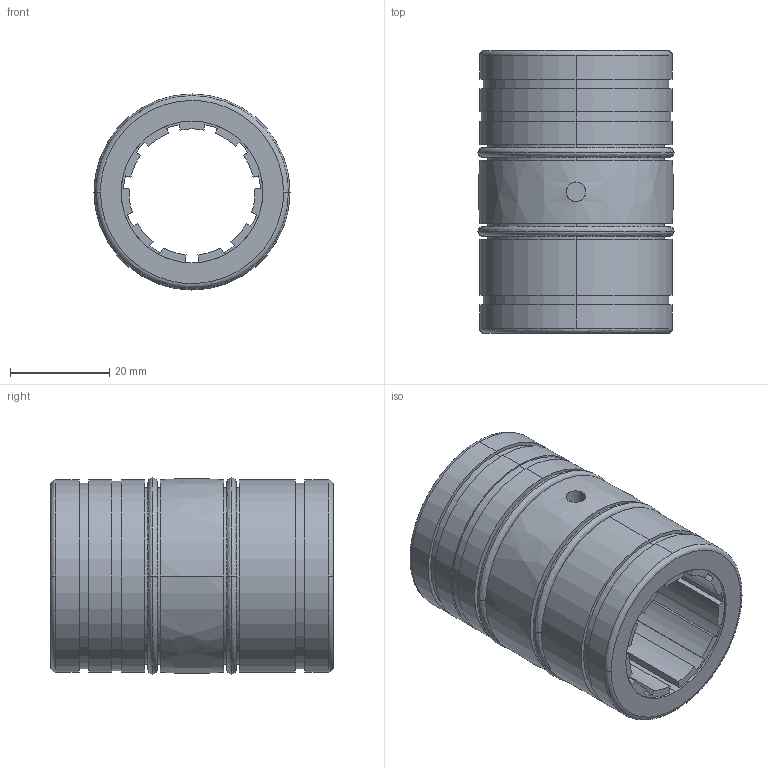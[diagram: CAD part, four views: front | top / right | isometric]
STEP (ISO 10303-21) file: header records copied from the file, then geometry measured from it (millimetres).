
FILE_DESCRIPTION (( 'STEP AP214' ), '1' );
FILE_NAME ('A-RJUI-03-16.step', '2017-11-29T20:24:24', ( '' ), ( '' ), 'SwSTEP 2.0', 'SolidWorks 2017', '' );
FILE_SCHEMA (( 'AUTOMOTIVE_DESIGN' ));
Length unit declared in the file: inch
Products named in the file (1): A-RJUI-03-16
Bounding box: 39.49 x 56.95 x 39.49 mm (x, y, z)
Volume: 35683.4 mm3; surface area: 26978.6 mm2
Topology: 4 solids, 4 shells, 161 faces, 408 edges, 270 vertices
Faces by surface type: plane 81, cylinder 66, bspline 14
Entity records: 7798 total; most frequent: CARTESIAN_POINT 1630, DIRECTION 868, ORIENTED_EDGE 816, EDGE_CURVE 408, AXIS2_PLACEMENT_3D 328, VERTEX_POINT 270, LINE 212, VECTOR 212
